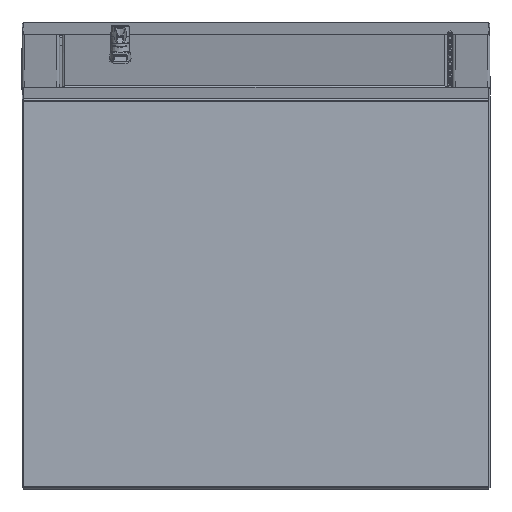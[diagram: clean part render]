
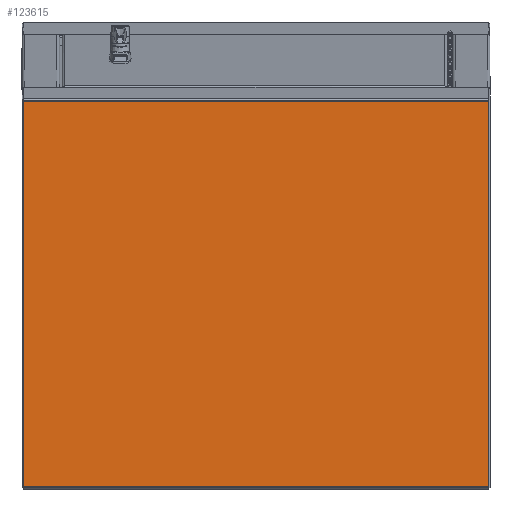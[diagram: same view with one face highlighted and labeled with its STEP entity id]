
A CAD part, front view. The second image highlights one B-rep face of the part: STEP entity #123615.
In plain terms, the highlighted planar face has unit normal (0, -1, 0).
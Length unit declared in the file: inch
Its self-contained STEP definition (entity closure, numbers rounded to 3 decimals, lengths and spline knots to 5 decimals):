
#838 = VERTEX_POINT ( 'NONE', #70523 ) ;
#1136 = CARTESIAN_POINT ( 'NONE',  ( 0., -18.0625, 9.64157 ) ) ;
#3137 = VERTEX_POINT ( 'NONE', #28092 ) ;
#4341 = CARTESIAN_POINT ( 'NONE',  ( 11.9885, -18.0625, 9.64157 ) ) ;
#6544 = AXIS2_PLACEMENT_3D ( 'NONE', #56979, #32781, #67529 ) ;
#9159 = VECTOR ( 'NONE', #130406, 39.37008 ) ;
#26951 = LINE ( 'NONE', #59516, #112872 ) ;
#28092 = CARTESIAN_POINT ( 'NONE',  ( -11.9885, -18.0625, 9.64157 ) ) ;
#32781 = DIRECTION ( 'NONE',  ( 0., 1., 0. ) ) ;
#33035 = DIRECTION ( 'NONE',  ( 1., 0., 0. ) ) ;
#44445 = ORIENTED_EDGE ( 'NONE', *, *, #59299, .F. ) ;
#45344 = ORIENTED_EDGE ( 'NONE', *, *, #83448, .F. ) ;
#45548 = VERTEX_POINT ( 'NONE', #4341 ) ;
#48066 = EDGE_LOOP ( 'NONE', ( #45344, #59991, #118971, #44445 ) ) ;
#53629 = EDGE_CURVE ( 'NONE', #45548, #838, #77640, .T. ) ;
#56979 = CARTESIAN_POINT ( 'NONE',  ( 0., -18.0625, -0.30192 ) ) ;
#59299 = EDGE_CURVE ( 'NONE', #3137, #45548, #69240, .T. ) ;
#59516 = CARTESIAN_POINT ( 'NONE',  ( 0., -18.0625, -10.22616 ) ) ;
#59991 = ORIENTED_EDGE ( 'NONE', *, *, #72600, .F. ) ;
#67529 = DIRECTION ( 'NONE',  ( 0., 0., 1. ) ) ;
#69240 = LINE ( 'NONE', #1136, #122289 ) ;
#70523 = CARTESIAN_POINT ( 'NONE',  ( 11.9885, -18.0625, -10.22616 ) ) ;
#72600 = EDGE_CURVE ( 'NONE', #838, #136537, #26951, .T. ) ;
#76189 = VECTOR ( 'NONE', #146597, 39.37008 ) ;
#77640 = LINE ( 'NONE', #123832, #76189 ) ;
#83448 = EDGE_CURVE ( 'NONE', #136537, #3137, #128168, .T. ) ;
#84467 = DIRECTION ( 'NONE',  ( -1., 0., 0. ) ) ;
#86554 = FACE_OUTER_BOUND ( 'NONE', #48066, .T. ) ;
#112872 = VECTOR ( 'NONE', #84467, 39.37008 ) ;
#116058 = CARTESIAN_POINT ( 'NONE',  ( -11.9885, -18.0625, -0.30192 ) ) ;
#118971 = ORIENTED_EDGE ( 'NONE', *, *, #53629, .F. ) ;
#122289 = VECTOR ( 'NONE', #33035, 39.37008 ) ;
#123615 = ADVANCED_FACE ( 'NONE', ( #86554 ), #132727, .F. ) ;
#123832 = CARTESIAN_POINT ( 'NONE',  ( 11.9885, -18.0625, -0.30192 ) ) ;
#128168 = LINE ( 'NONE', #116058, #9159 ) ;
#130406 = DIRECTION ( 'NONE',  ( 0., 0., 1. ) ) ;
#132727 = PLANE ( 'NONE',  #6544 ) ;
#136537 = VERTEX_POINT ( 'NONE', #145560 ) ;
#145560 = CARTESIAN_POINT ( 'NONE',  ( -11.9885, -18.0625, -10.22616 ) ) ;
#146597 = DIRECTION ( 'NONE',  ( 0., 0., -1. ) ) ;
